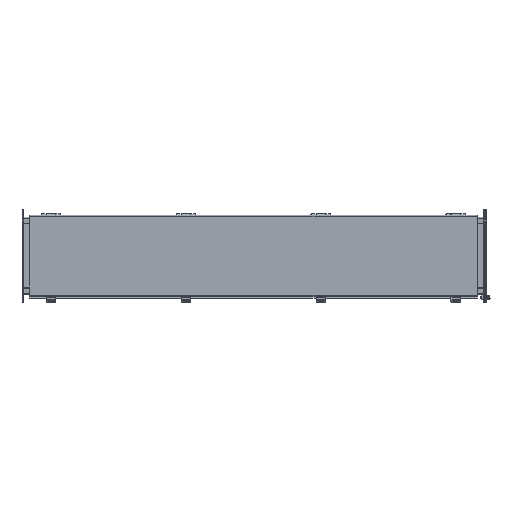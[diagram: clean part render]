
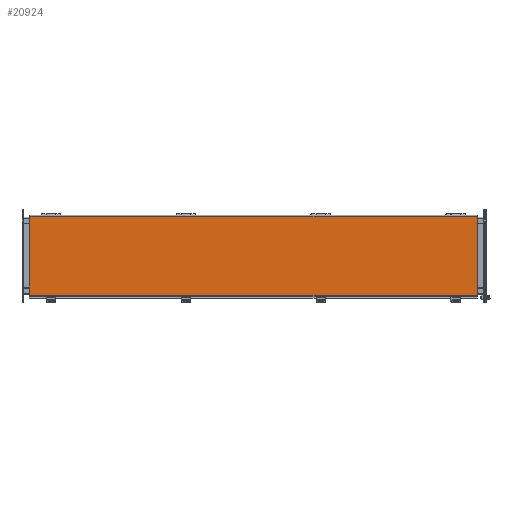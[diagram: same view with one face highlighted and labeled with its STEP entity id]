
A CAD part, top view. The second image highlights one B-rep face of the part: STEP entity #20924.
In plain terms, the highlighted planar face has unit normal (0, 0, 1).
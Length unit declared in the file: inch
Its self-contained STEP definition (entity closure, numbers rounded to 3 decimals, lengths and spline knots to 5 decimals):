
#326 = EDGE_LOOP ( 'NONE', ( #8110, #26218, #8565, #1369 ) ) ;
#1193 = CARTESIAN_POINT ( 'NONE',  ( -23.234, 4.07957, 8.172 ) ) ;
#1369 = ORIENTED_EDGE ( 'NONE', *, *, #5341, .F. ) ;
#1873 = VECTOR ( 'NONE', #18421, 39.37008 ) ;
#2186 = FACE_OUTER_BOUND ( 'NONE', #326, .T. ) ;
#3466 = CARTESIAN_POINT ( 'NONE',  ( -23.234, -4.18743, 8.172 ) ) ;
#3783 = DIRECTION ( 'NONE',  ( 1., 0., 0. ) ) ;
#3785 = DIRECTION ( 'NONE',  ( 1., 0., 0. ) ) ;
#4022 = DIRECTION ( 'NONE',  ( 0., 1., 0. ) ) ;
#4234 = DIRECTION ( 'NONE',  ( 1., 0., 0. ) ) ;
#5341 = EDGE_CURVE ( 'NONE', #11928, #25412, #16343, .T. ) ;
#5653 = LINE ( 'NONE', #6057, #18719 ) ;
#6057 = CARTESIAN_POINT ( 'NONE',  ( -23.234, -4.18743, 8.172 ) ) ;
#7209 = AXIS2_PLACEMENT_3D ( 'NONE', #3466, #20221, #4234 ) ;
#7864 = CARTESIAN_POINT ( 'NONE',  ( -23.234, -4.07943, 8.172 ) ) ;
#8110 = ORIENTED_EDGE ( 'NONE', *, *, #25206, .F. ) ;
#8448 = LINE ( 'NONE', #16648, #1873 ) ;
#8565 = ORIENTED_EDGE ( 'NONE', *, *, #14566, .T. ) ;
#9336 = VECTOR ( 'NONE', #3783, 39.37008 ) ;
#10631 = VECTOR ( 'NONE', #3785, 39.37008 ) ;
#10652 = CARTESIAN_POINT ( 'NONE',  ( 23.234, -4.07943, 8.172 ) ) ;
#11928 = VERTEX_POINT ( 'NONE', #1193 ) ;
#14102 = PLANE ( 'NONE',  #7209 ) ;
#14145 = CARTESIAN_POINT ( 'NONE',  ( -23.234, 4.07957, 8.172 ) ) ;
#14566 = EDGE_CURVE ( 'NONE', #26474, #25412, #8448, .T. ) ;
#15660 = LINE ( 'NONE', #7864, #9336 ) ;
#16343 = LINE ( 'NONE', #14145, #10631 ) ;
#16648 = CARTESIAN_POINT ( 'NONE',  ( 23.234, 4.18757, 8.172 ) ) ;
#17804 = EDGE_CURVE ( 'NONE', #18970, #26474, #15660, .T. ) ;
#18194 = CARTESIAN_POINT ( 'NONE',  ( -23.234, -4.07943, 8.172 ) ) ;
#18421 = DIRECTION ( 'NONE',  ( 0., 1., 0. ) ) ;
#18719 = VECTOR ( 'NONE', #4022, 39.37008 ) ;
#18970 = VERTEX_POINT ( 'NONE', #18194 ) ;
#20221 = DIRECTION ( 'NONE',  ( 0., 0., 1. ) ) ;
#20924 = ADVANCED_FACE ( 'NONE', ( #2186 ), #14102, .T. ) ;
#25206 = EDGE_CURVE ( 'NONE', #18970, #11928, #5653, .T. ) ;
#25412 = VERTEX_POINT ( 'NONE', #26777 ) ;
#26218 = ORIENTED_EDGE ( 'NONE', *, *, #17804, .T. ) ;
#26474 = VERTEX_POINT ( 'NONE', #10652 ) ;
#26777 = CARTESIAN_POINT ( 'NONE',  ( 23.234, 4.07957, 8.172 ) ) ;
